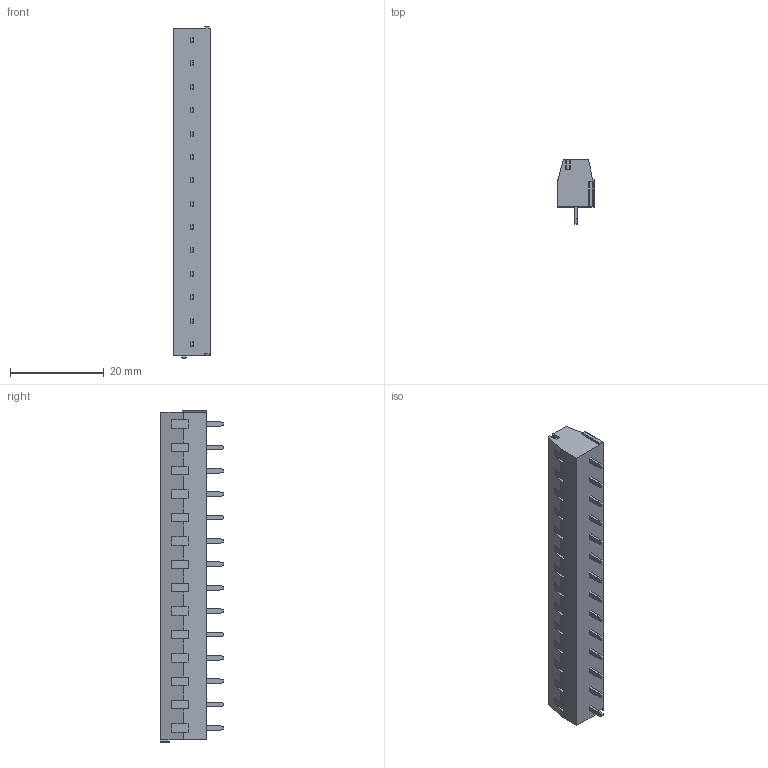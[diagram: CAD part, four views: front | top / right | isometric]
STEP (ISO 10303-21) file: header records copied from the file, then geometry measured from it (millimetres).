
FILE_DESCRIPTION((''),'2;1');
FILE_NAME('PRT0001','2025-04-02T',('sj'),(''),'PRO/ENGINEER BY PARAMETRIC TECHNOLOGY CORPORATION, 2013240','PRO/ENGINEER BY PARAMETRIC TECHNOLOGY CORPORATION, 2013240','');
FILE_SCHEMA(('AUTOMOTIVE_DESIGN_CC2 { 1 2 10303 214 -1 1 5 2 }'));
Length unit declared in the file: millimetre
Products named in the file (1): PRT0001
Bounding box: 8.1 x 13.65 x 71 mm (x, y, z)
Volume: 4708.1 mm3; surface area: 3631.7 mm2
Topology: 1 solids, 1 shells, 600 faces, 1528 edges, 972 vertices
Faces by surface type: plane 389, cylinder 127, cone 84
Entity records: 17890 total; most frequent: CARTESIAN_POINT 3100, DIRECTION 3066, ORIENTED_EDGE 3056, EDGE_CURVE 1528, VECTOR 1190, LINE 1190, VERTEX_POINT 972, AXIS2_PLACEMENT_3D 938
